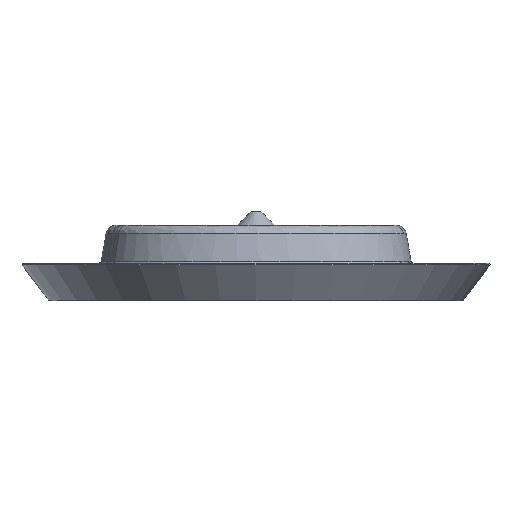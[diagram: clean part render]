
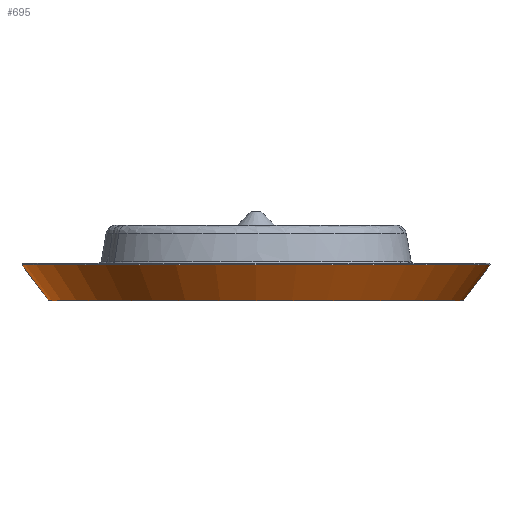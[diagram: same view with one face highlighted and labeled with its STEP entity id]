
A CAD part, front view. The second image highlights one B-rep face of the part: STEP entity #695.
In plain terms, the highlighted conical face has half-angle 36.87 degrees and reference radius 23.5 mm.
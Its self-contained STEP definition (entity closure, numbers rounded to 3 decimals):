
#101=FACE_OUTER_BOUND('',#151,.T.);
#151=EDGE_LOOP('',(#496,#497,#498,#499,#500));
#205=LINE('',#1078,#242);
#242=VECTOR('',#832,23.5);
#274=CIRCLE('',#758,24.85);
#275=CIRCLE('',#759,24.85);
#276=CIRCLE('',#762,22.);
#308=VERTEX_POINT('',#967);
#309=VERTEX_POINT('',#969);
#324=VERTEX_POINT('',#1077);
#371=EDGE_CURVE('',#308,#309,#274,.T.);
#372=EDGE_CURVE('',#309,#308,#275,.T.);
#387=EDGE_CURVE('',#309,#324,#205,.T.);
#388=EDGE_CURVE('',#324,#324,#276,.T.);
#496=ORIENTED_EDGE('',*,*,#371,.F.);
#497=ORIENTED_EDGE('',*,*,#372,.F.);
#498=ORIENTED_EDGE('',*,*,#387,.T.);
#499=ORIENTED_EDGE('',*,*,#388,.T.);
#500=ORIENTED_EDGE('',*,*,#387,.F.);
#691=CONICAL_SURFACE('',#761,23.5,0.644);
#695=ADVANCED_FACE('',(#101),#691,.T.);
#758=AXIS2_PLACEMENT_3D('',#970,#819,#820);
#759=AXIS2_PLACEMENT_3D('',#971,#821,#822);
#761=AXIS2_PLACEMENT_3D('',#1076,#830,#831);
#762=AXIS2_PLACEMENT_3D('',#1079,#833,#834);
#819=DIRECTION('center_axis',(0.,0.,1.));
#820=DIRECTION('ref_axis',(-1.,0.,0.));
#821=DIRECTION('center_axis',(0.,0.,1.));
#822=DIRECTION('ref_axis',(-1.,0.,0.));
#830=DIRECTION('center_axis',(0.,0.,1.));
#831=DIRECTION('ref_axis',(1.,0.,0.));
#832=DIRECTION('',(0.6,0.,-0.8));
#833=DIRECTION('center_axis',(0.,0.,1.));
#834=DIRECTION('ref_axis',(1.,0.,0.));
#967=CARTESIAN_POINT('',(24.85,0.,-0.2));
#969=CARTESIAN_POINT('',(-24.85,0.,-0.2));
#970=CARTESIAN_POINT('Origin',(0.,0.,-0.2));
#971=CARTESIAN_POINT('Origin',(0.,0.,-0.2));
#1076=CARTESIAN_POINT('Origin',(0.,0.,-2.));
#1077=CARTESIAN_POINT('',(-22.,0.,-4.));
#1078=CARTESIAN_POINT('',(-23.5,0.,-2.));
#1079=CARTESIAN_POINT('Origin',(0.,0.,-4.));
